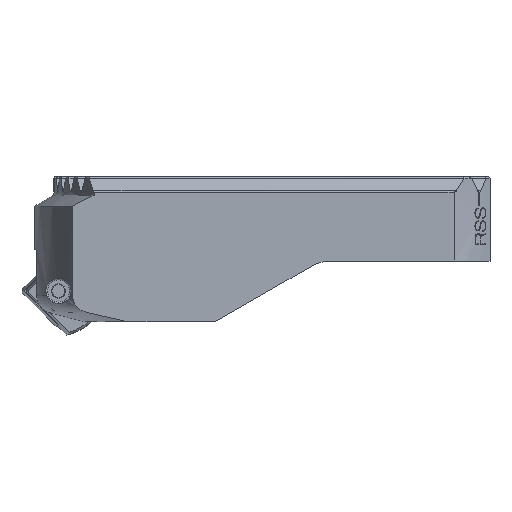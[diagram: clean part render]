
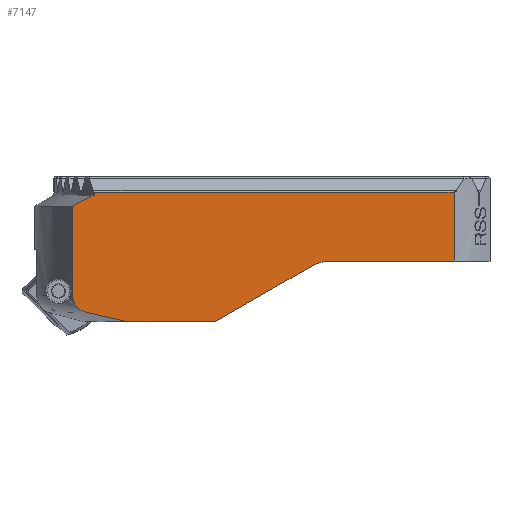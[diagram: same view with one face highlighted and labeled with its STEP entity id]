
A CAD part, front view. The second image highlights one B-rep face of the part: STEP entity #7147.
In plain terms, the highlighted planar face has unit normal (0, -1, 0).
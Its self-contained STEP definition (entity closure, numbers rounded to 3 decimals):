
#2953=EDGE_CURVE('NONE',#7529,#3761,#8213,.F.);
#3659=EDGE_CURVE('NONE',#4979,#7529,#8987,.F.);
#3699=VERTEX_POINT('NONE',#9030);
#3761=VERTEX_POINT('NONE',#9097);
#3955=VERTEX_POINT('NONE',#9306);
#4895=VERTEX_POINT('NONE',#10336);
#4979=VERTEX_POINT('NONE',#10424);
#5057=EDGE_CURVE('NONE',#3955,#3699,#10509,.F.);
#5159=VERTEX_POINT('NONE',#10618);
#5291=VERTEX_POINT('NONE',#10762);
#5419=EDGE_CURVE('NONE',#3761,#5159,#10900,.F.);
#5785=VERTEX_POINT('NONE',#11313);
#6229=EDGE_CURVE('NONE',#6529,#5785,#11799,.F.);
#6529=VERTEX_POINT('NONE',#12131);
#6737=VERTEX_POINT('NONE',#12359);
#6763=EDGE_CURVE('NONE',#5785,#5291,#12388,.F.);
#7147=ADVANCED_FACE('NONE',(#12805),#12806,.T.);
#7249=EDGE_CURVE('NONE',#5159,#3955,#12917,.F.);
#7315=EDGE_CURVE('NONE',#6737,#6529,#12987,.T.);
#7501=EDGE_CURVE('NONE',#5291,#3699,#13191,.T.);
#7529=VERTEX_POINT('NONE',#13221);
#7643=EDGE_CURVE('NONE',#6737,#4895,#13350,.F.);
#7819=EDGE_CURVE('NONE',#4979,#4895,#13548,.T.);
#8213=(B_SPLINE_CURVE(2,(#14530,#14531,#14532),.UNSPECIFIED.,.F.,.F.)B_SPLINE_CURVE_WITH_KNOTS((3,3),(2.652,8.579),.UNSPECIFIED.)RATIONAL_B_SPLINE_CURVE((1.001,1.002,1.001))BOUNDED_CURVE()REPRESENTATION_ITEM('')GEOMETRIC_REPRESENTATION_ITEM()CURVE());
#8987=LINE('',#17098,#17099);
#9030=CARTESIAN_POINT('',(16.832,-36.0,-7.5));
#9097=CARTESIAN_POINT('',(3.461,-36.0,20.944));
#9306=CARTESIAN_POINT('',(7.168,-36.0,-5.314));
#10336=CARTESIAN_POINT('',(97.436,-36.0,24.385));
#10424=CARTESIAN_POINT('',(8.767,-36.0,24.385));
#10509=(B_SPLINE_CURVE(2,(#22630,#22631,#22632),.UNSPECIFIED.,.F.,.F.)B_SPLINE_CURVE_WITH_KNOTS((3,3),(6.577,16.436),.UNSPECIFIED.)RATIONAL_B_SPLINE_CURVE((1.005,1.007,1.004))BOUNDED_CURVE()REPRESENTATION_ITEM('')GEOMETRIC_REPRESENTATION_ITEM()CURVE());
#10618=CARTESIAN_POINT('',(3.461,-36.0,-1.113));
#10762=CARTESIAN_POINT('',(38.74,-36.0,-7.5));
#10900=LINE('',#23801,#23802);
#11313=CARTESIAN_POINT('',(62.227,-36.0,6.06));
#11799=CIRCLE('',#27149,10.);
#12131=CARTESIAN_POINT('',(67.227,-36.0,7.4));
#12359=CARTESIAN_POINT('',(97.436,-36.0,7.4));
#12388=LINE('',#29188,#29189);
#12805=FACE_OUTER_BOUND('',#30917,.T.);
#12806=PLANE('',#30918);
#12917=B_SPLINE_CURVE_WITH_KNOTS('',3,(#31320,#31321,#31322,#31323,#31324,#31325,#31326,#31327,#31328,#31329,#31330,#31331,#31332,#31333,#31334,#31335,#31336,#31337,#31338,#31339,#31340,#31341,#31342),.UNSPECIFIED.,.F.,.F.,(4,2,2,2,2,2,2,2,3,2,4),(-6.948,-5.969,-4.991,-4.09,-3.189,-2.365,-1.54,-0.77,0.0,0.77,1.54),.UNSPECIFIED.);
#12987=LINE('',#31623,#31624);
#13191=LINE('',#32344,#32345);
#13221=CARTESIAN_POINT('',(8.767,-36.0,23.6));
#13350=LINE('',#32787,#32788);
#13548=LINE('',#33345,#33346);
#14530=CARTESIAN_POINT('',(3.461,-36.0,20.944));
#14531=CARTESIAN_POINT('',(6.198,-36.0,22.328));
#14532=CARTESIAN_POINT('',(8.767,-36.0,23.6));
#17098=CARTESIAN_POINT('',(8.767,-36.0,-3.03));
#17099=VECTOR('',#34552,1.0);
#22630=CARTESIAN_POINT('',(16.832,-36.0,-7.5));
#22631=CARTESIAN_POINT('',(12.293,-36.0,-6.5));
#22632=CARTESIAN_POINT('',(7.168,-36.0,-5.314));
#23801=CARTESIAN_POINT('',(3.461,-36.0,-3.03));
#23802=VECTOR('',#36294,1.0);
#27149=AXIS2_PLACEMENT_3D('',#37218,#37219,#37220);
#29188=CARTESIAN_POINT('',(75.013,-36.0,13.442));
#29189=VECTOR('',#37816,1.0);
#30917=EDGE_LOOP('',(#38162,#38163,#38164,#38165,#38166,#38167,#38168,#38169,#38170,#38171,#38172));
#30918=AXIS2_PLACEMENT_3D('',#38173,#38174,#38175);
#31320=CARTESIAN_POINT('',(8.475,-36.0,-5.463));
#31321=CARTESIAN_POINT('',(8.149,-36.0,-5.463));
#31322=CARTESIAN_POINT('',(7.792,-36.0,-5.434));
#31323=CARTESIAN_POINT('',(7.092,-36.0,-5.308));
#31324=CARTESIAN_POINT('',(6.748,-36.0,-5.21));
#31325=CARTESIAN_POINT('',(6.162,-36.0,-4.987));
#31326=CARTESIAN_POINT('',(5.865,-36.0,-4.845));
#31327=CARTESIAN_POINT('',(5.306,-36.0,-4.504));
#31328=CARTESIAN_POINT('',(5.044,-36.0,-4.305));
#31329=CARTESIAN_POINT('',(4.621,-36.0,-3.915));
#31330=CARTESIAN_POINT('',(4.417,-36.0,-3.693));
#31331=CARTESIAN_POINT('',(4.064,-36.0,-3.209));
#31332=CARTESIAN_POINT('',(3.914,-36.0,-2.947));
#31333=CARTESIAN_POINT('',(3.697,-36.0,-2.462));
#31334=CARTESIAN_POINT('',(3.607,-36.0,-2.195));
#31335=CARTESIAN_POINT('',(3.489,-36.0,-1.649));
#31336=CARTESIAN_POINT('',(3.461,-36.0,-1.369));
#31337=CARTESIAN_POINT('',(3.461,-36.0,-1.113));
#31338=CARTESIAN_POINT('',(3.461,-36.0,-0.856));
#31339=CARTESIAN_POINT('',(3.489,-36.0,-0.576));
#31340=CARTESIAN_POINT('',(3.607,-36.0,-0.03));
#31341=CARTESIAN_POINT('',(3.697,-36.0,0.237));
#31342=CARTESIAN_POINT('',(3.802,-36.0,0.471));
#31623=CARTESIAN_POINT('',(91.013,-36.0,7.4));
#31624=VECTOR('',#38315,1.0);
#32344=CARTESIAN_POINT('',(53.65,-36.0,-7.5));
#32345=VECTOR('',#38522,1.0);
#32787=CARTESIAN_POINT('',(97.436,-36.0,16.419));
#32788=VECTOR('',#38693,1.0);
#33345=CARTESIAN_POINT('',(-5.8,-36.0,24.385));
#33346=VECTOR('',#39010,1.0);
#34552=DIRECTION('',(0.,0.,1.0));
#36294=DIRECTION('',(0.,0.,1.0));
#37218=CARTESIAN_POINT('',(67.227,-36.0,-2.6));
#37219=DIRECTION('',(0.,1.0,0.));
#37220=DIRECTION('',(1.0,0.,0.));
#37816=DIRECTION('',(0.866,0.,0.5));
#38162=ORIENTED_EDGE('',*,*,#7819,.F.);
#38163=ORIENTED_EDGE('',*,*,#3659,.T.);
#38164=ORIENTED_EDGE('',*,*,#2953,.T.);
#38165=ORIENTED_EDGE('',*,*,#5419,.T.);
#38166=ORIENTED_EDGE('',*,*,#7249,.T.);
#38167=ORIENTED_EDGE('',*,*,#5057,.T.);
#38168=ORIENTED_EDGE('',*,*,#7501,.F.);
#38169=ORIENTED_EDGE('',*,*,#6763,.F.);
#38170=ORIENTED_EDGE('',*,*,#6229,.F.);
#38171=ORIENTED_EDGE('',*,*,#7315,.F.);
#38172=ORIENTED_EDGE('',*,*,#7643,.T.);
#38173=CARTESIAN_POINT('',(114.8,-36.0,28.3));
#38174=DIRECTION('',(0.,-1.0,0.));
#38175=DIRECTION('',(0.,0.,1.0));
#38315=DIRECTION('',(-1.0,0.,0.));
#38522=DIRECTION('',(-1.0,0.,0.));
#38693=DIRECTION('',(0.,0.,-1.0));
#39010=DIRECTION('',(1.0,0.,0.));
